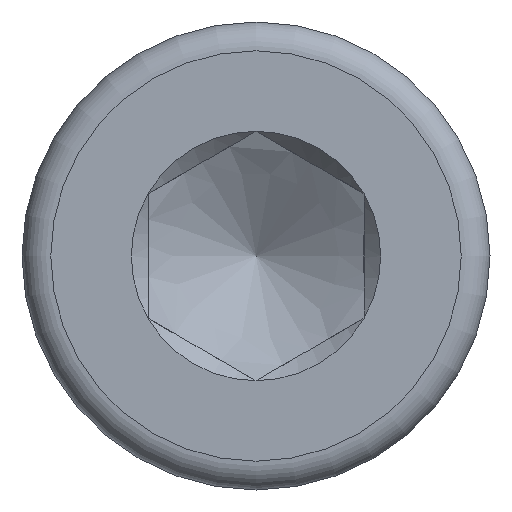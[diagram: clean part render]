
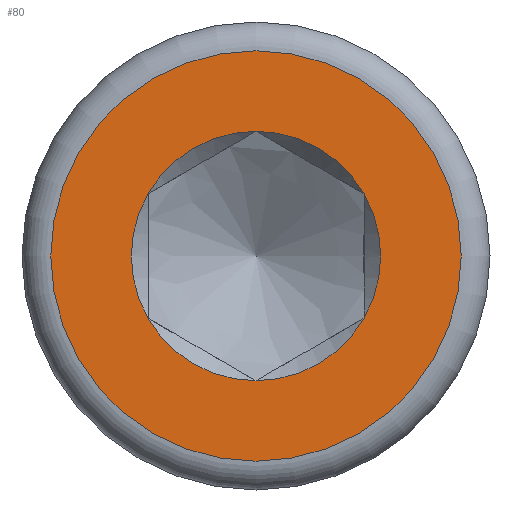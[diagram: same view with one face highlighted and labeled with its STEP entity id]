
A CAD part, left-side view. The second image highlights one B-rep face of the part: STEP entity #80.
In plain terms, the highlighted planar face has unit normal (-1, 0, 0).
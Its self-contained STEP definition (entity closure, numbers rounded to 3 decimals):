
#80 = ADVANCED_FACE( '', ( #165, #166 ), #167, .F. );
#165 = FACE_BOUND( '', #247, .T. );
#166 = FACE_OUTER_BOUND( '', #248, .T. );
#167 = PLANE( '', #249 );
#247 = EDGE_LOOP( '', ( #379, #380, #381, #382, #383, #384 ) );
#248 = EDGE_LOOP( '', ( #385 ) );
#249 = AXIS2_PLACEMENT_3D( '', #386, #387, #388 );
#379 = ORIENTED_EDGE( '', *, *, #465, .T. );
#380 = ORIENTED_EDGE( '', *, *, #448, .T. );
#381 = ORIENTED_EDGE( '', *, *, #467, .T. );
#382 = ORIENTED_EDGE( '', *, *, #438, .T. );
#383 = ORIENTED_EDGE( '', *, *, #445, .T. );
#384 = ORIENTED_EDGE( '', *, *, #460, .T. );
#385 = ORIENTED_EDGE( '', *, *, #450, .F. );
#386 = CARTESIAN_POINT( '', ( -8., 3.464, 0. ) );
#387 = DIRECTION( '', ( 1., 0., 0. ) );
#388 = DIRECTION( '', ( 0., 1., 0. ) );
#438 = EDGE_CURVE( '', #503, #478, #505, .T. );
#445 = EDGE_CURVE( '', #478, #479, #515, .T. );
#448 = EDGE_CURVE( '', #498, #517, #519, .T. );
#450 = EDGE_CURVE( '', #521, #521, #522, .T. );
#460 = EDGE_CURVE( '', #479, #497, #534, .T. );
#465 = EDGE_CURVE( '', #497, #498, #539, .T. );
#467 = EDGE_CURVE( '', #517, #503, #541, .T. );
#478 = VERTEX_POINT( '', #552 );
#479 = VERTEX_POINT( '', #553 );
#497 = VERTEX_POINT( '', #630 );
#498 = VERTEX_POINT( '', #631 );
#503 = VERTEX_POINT( '', #649 );
#505 = CIRCLE( '', #662, 3.464 );
#515 = CIRCLE( '', #672, 3.464 );
#517 = VERTEX_POINT( '', #674 );
#519 = CIRCLE( '', #687, 3.464 );
#521 = VERTEX_POINT( '', #689 );
#522 = CIRCLE( '', #690, 5.7 );
#534 = CIRCLE( '', #714, 3.464 );
#539 = CIRCLE( '', #731, 3.464 );
#541 = CIRCLE( '', #733, 3.464 );
#552 = CARTESIAN_POINT( '', ( -8., -3., 1.732 ) );
#553 = CARTESIAN_POINT( '', ( -8., -3., -1.732 ) );
#630 = CARTESIAN_POINT( '', ( -8., 0., -3.464 ) );
#631 = CARTESIAN_POINT( '', ( -8., 3., -1.732 ) );
#649 = CARTESIAN_POINT( '', ( -8., 0., 3.464 ) );
#662 = AXIS2_PLACEMENT_3D( '', #748, #749, #750 );
#672 = AXIS2_PLACEMENT_3D( '', #760, #761, #762 );
#674 = CARTESIAN_POINT( '', ( -8., 3., 1.732 ) );
#687 = AXIS2_PLACEMENT_3D( '', #763, #764, #765 );
#689 = CARTESIAN_POINT( '', ( -8., 5.7, 0. ) );
#690 = AXIS2_PLACEMENT_3D( '', #766, #767, #768 );
#714 = AXIS2_PLACEMENT_3D( '', #776, #777, #778 );
#731 = AXIS2_PLACEMENT_3D( '', #780, #781, #782 );
#733 = AXIS2_PLACEMENT_3D( '', #783, #784, #785 );
#748 = CARTESIAN_POINT( '', ( -8., 0., 0. ) );
#749 = DIRECTION( '', ( 1., 0., 0. ) );
#750 = DIRECTION( '', ( 0., 0., -1. ) );
#760 = CARTESIAN_POINT( '', ( -8., 0., 0. ) );
#761 = DIRECTION( '', ( 1., 0., 0. ) );
#762 = DIRECTION( '', ( 0., 0., -1. ) );
#763 = CARTESIAN_POINT( '', ( -8., 0., 0. ) );
#764 = DIRECTION( '', ( 1., 0., 0. ) );
#765 = DIRECTION( '', ( 0., 0., -1. ) );
#766 = CARTESIAN_POINT( '', ( -8., 0., 0. ) );
#767 = DIRECTION( '', ( 1., 0., 0. ) );
#768 = DIRECTION( '', ( 0., 1., 0. ) );
#776 = CARTESIAN_POINT( '', ( -8., 0., 0. ) );
#777 = DIRECTION( '', ( 1., 0., 0. ) );
#778 = DIRECTION( '', ( 0., 0., -1. ) );
#780 = CARTESIAN_POINT( '', ( -8., 0., 0. ) );
#781 = DIRECTION( '', ( 1., 0., 0. ) );
#782 = DIRECTION( '', ( 0., 0., -1. ) );
#783 = CARTESIAN_POINT( '', ( -8., 0., 0. ) );
#784 = DIRECTION( '', ( 1., 0., 0. ) );
#785 = DIRECTION( '', ( 0., 0., -1. ) );
